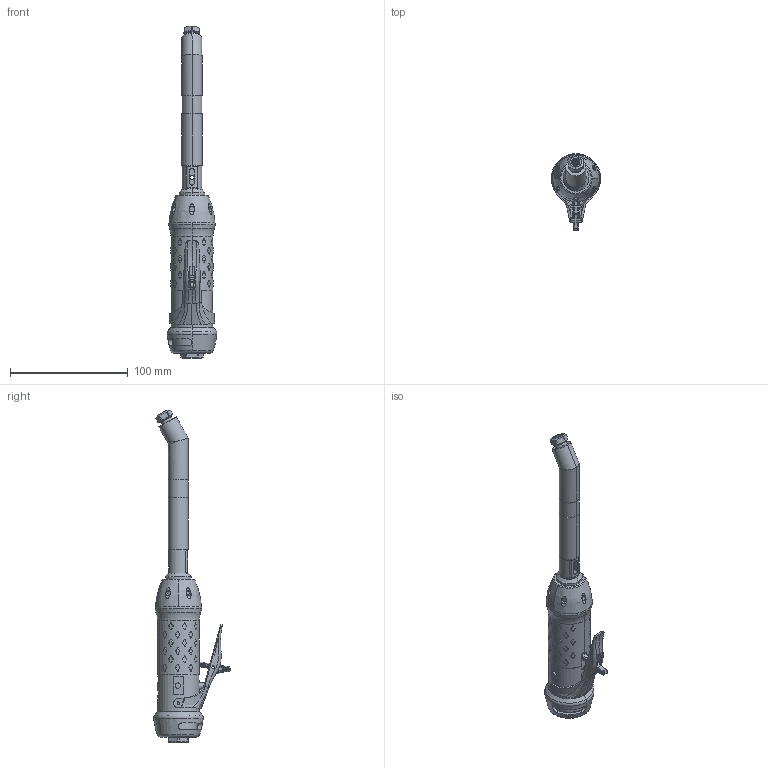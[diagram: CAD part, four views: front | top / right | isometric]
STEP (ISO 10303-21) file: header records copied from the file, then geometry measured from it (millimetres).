
FILE_DESCRIPTION((''),'2;1');
FILE_NAME('EXT_COMP_SW0002','2023-03-30T23:36:11',('INEdipo'),(''),'CREO PARAMETRIC BY PTC INC, 2020281','CREO PARAMETRIC BY PTC INC, 2020281','');
FILE_SCHEMA(('CONFIG_CONTROL_DESIGN'));
Products named in the file (1): EXT_COMP_SW0002
Bounding box: 41.97 x 65.01 x 281.5 mm (x, y, z)
Volume: 166257 mm3; surface area: 49943.7 mm2
Topology: 1 solids, 1 shells, 1069 faces, 2872 edges, 1826 vertices
Faces by surface type: plane 326, cone 248, cylinder 215, bspline 145, torus 123, sphere 4, extrusion 4, revolution 4
Entity records: 92752 total; most frequent: CARTESIAN_POINT 68148, ORIENTED_EDGE 5718, DIRECTION 4280, EDGE_CURVE 2859, VERTEX_POINT 1826, AXIS2_PLACEMENT_3D 1712, B_SPLINE_CURVE_WITH_KNOTS 1223, EDGE_LOOP 1159
